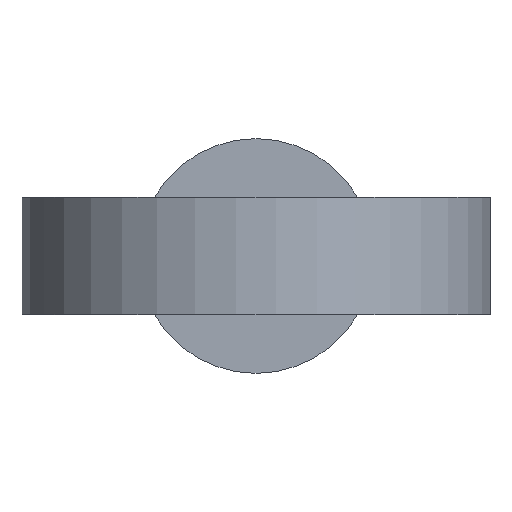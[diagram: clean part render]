
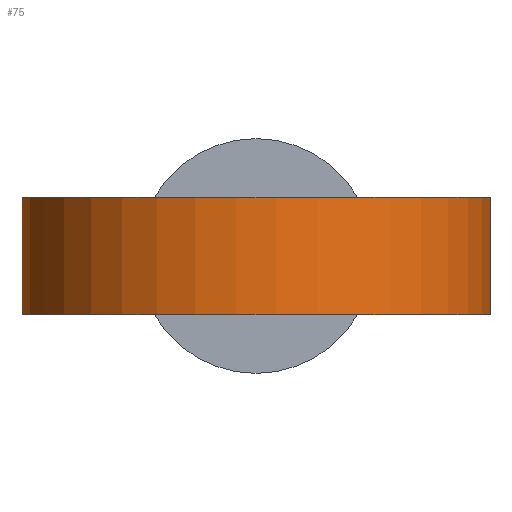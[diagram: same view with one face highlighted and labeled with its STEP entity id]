
A CAD part, left-side view. The second image highlights one B-rep face of the part: STEP entity #75.
In plain terms, the highlighted cylindrical face has radius 10 mm (diameter 20 mm), a partial arc.
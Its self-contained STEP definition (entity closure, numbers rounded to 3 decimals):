
#75=ADVANCED_FACE('',(#145),#147,.T.);
#145=FACE_BOUND('',#146,.T.);
#146=EDGE_LOOP('',(#202,#203,#204,#205));
#147=CYLINDRICAL_SURFACE('',#148,10.);
#148=AXIS2_PLACEMENT_3D('',#149,#150,#151);
#149=CARTESIAN_POINT('',(0.,0.,-2.5));
#150=DIRECTION('',(0.,0.,1.));
#151=DIRECTION('',(0.866,0.5,0.));
#202=ORIENTED_EDGE('',*,*,#216,.T.);
#203=ORIENTED_EDGE('',*,*,#224,.F.);
#204=ORIENTED_EDGE('',*,*,#229,.F.);
#205=ORIENTED_EDGE('',*,*,#227,.F.);
#216=EDGE_CURVE('',#232,#233,#234,.T.);
#224=EDGE_CURVE('',#247,#233,#249,.F.);
#227=EDGE_CURVE('',#232,#253,#254,.F.);
#229=EDGE_CURVE('',#253,#247,#256,.T.);
#232=VERTEX_POINT('',#260);
#233=VERTEX_POINT('',#261);
#234=CIRCLE('',#262,10.);
#247=VERTEX_POINT('',#293);
#249=B_SPLINE_CURVE_WITH_KNOTS('',3,
(#297,#298,#299,#300,#301,#302,#303,#304,#305,#306,#307,#308,#309,#310,#311,#312,
#313,#314,#315,#316,#317,#318,#319,#320,#321,#322,#323,#324,#325,#326,#327,#328,
#329,#330,#331,#332,#333,#334,#335,#336,#337,#338,#339),
.UNSPECIFIED.,.F.,.F.,
(4,1,1,1,1,1,1,1,1,1,1,1,1,1,1,1,1,1,1,1,1,1,1,1,1,1,1,1,1,1,1,1,1,1,1,1,1,1,1,1,
4),
(0.,0.026,0.052,0.078,0.104,0.13,
0.155,0.181,0.206,0.231,0.256,
0.281,0.305,0.329,0.353,0.377,
0.407,0.44,0.475,0.5,0.513,
0.55,0.587,0.612,0.634,0.654,
0.673,0.702,0.741,0.781,0.812,
0.833,0.852,0.875,0.897,0.919,
0.935,0.951,0.968,0.984,1.),
.UNSPECIFIED.);
#253=VERTEX_POINT('',#349);
#254=B_SPLINE_CURVE_WITH_KNOTS('',3,
(#350,#351,#352,#353,#354,#355,#356,#357,#358,#359,#360,#361,#362,#363,#364,#365,
#366,#367,#368,#369,#370,#371,#372,#373,#374,#375,#376,#377,#378,#379,#380,#381,
#382,#383,#384,#385,#386,#387,#388,#389,#390,#391,#392,#393),
.UNSPECIFIED.,.F.,.F.,
(4,1,1,1,1,1,1,1,1,1,1,1,1,1,1,1,1,1,1,1,1,1,1,1,1,1,1,1,1,1,1,1,1,1,1,1,1,1,1,1,
1,4),
(0.,0.042,0.085,0.12,0.147,0.17,
0.192,0.213,0.23,0.246,0.263,
0.281,0.305,0.336,0.368,0.393,
0.413,0.432,0.452,0.471,0.49,
0.5,0.509,0.534,0.558,0.583,
0.607,0.637,0.667,0.692,0.712,
0.733,0.765,0.808,0.861,0.901,
0.929,0.945,0.96,0.974,0.987,
1.),
.UNSPECIFIED.);
#256=CIRCLE('',#397,10.);
#260=CARTESIAN_POINT('',(9.014,4.33,-2.5));
#261=CARTESIAN_POINT('',(9.014,-4.33,-2.5));
#262=AXIS2_PLACEMENT_3D('',#263,#264,#265);
#263=CARTESIAN_POINT('',(0.,0.,-2.5));
#264=DIRECTION('',(0.,0.,1.));
#265=DIRECTION('',(0.901,0.433,0.));
#293=CARTESIAN_POINT('',(9.014,-4.33,2.5));
#297=CARTESIAN_POINT('',(9.014,-4.33,-2.5));
#298=CARTESIAN_POINT('',(9.003,-4.353,-2.461));
#299=CARTESIAN_POINT('',(8.982,-4.396,-2.383));
#300=CARTESIAN_POINT('',(8.951,-4.459,-2.264));
#301=CARTESIAN_POINT('',(8.921,-4.518,-2.143));
#302=CARTESIAN_POINT('',(8.893,-4.574,-2.022));
#303=CARTESIAN_POINT('',(8.866,-4.626,-1.899));
#304=CARTESIAN_POINT('',(8.84,-4.675,-1.775));
#305=CARTESIAN_POINT('',(8.816,-4.72,-1.651));
#306=CARTESIAN_POINT('',(8.793,-4.762,-1.525));
#307=CARTESIAN_POINT('',(8.772,-4.801,-1.4));
#308=CARTESIAN_POINT('',(8.753,-4.836,-1.274));
#309=CARTESIAN_POINT('',(8.736,-4.867,-1.148));
#310=CARTESIAN_POINT('',(8.72,-4.895,-1.023));
#311=CARTESIAN_POINT('',(8.706,-4.919,-0.898));
#312=CARTESIAN_POINT('',(8.695,-4.94,-0.775));
#313=CARTESIAN_POINT('',(8.683,-4.96,-0.639));
#314=CARTESIAN_POINT('',(8.673,-4.977,-0.487));
#315=CARTESIAN_POINT('',(8.665,-4.991,-0.314));
#316=CARTESIAN_POINT('',(8.661,-4.999,-0.151));
#317=CARTESIAN_POINT('',(8.66,-5.,-0.022));
#318=CARTESIAN_POINT('',(8.661,-4.999,0.111));
#319=CARTESIAN_POINT('',(8.664,-4.994,0.265));
#320=CARTESIAN_POINT('',(8.671,-4.981,0.44));
#321=CARTESIAN_POINT('',(8.68,-4.966,0.588));
#322=CARTESIAN_POINT('',(8.689,-4.951,0.704));
#323=CARTESIAN_POINT('',(8.698,-4.934,0.811));
#324=CARTESIAN_POINT('',(8.71,-4.914,0.929));
#325=CARTESIAN_POINT('',(8.727,-4.883,1.078));
#326=CARTESIAN_POINT('',(8.751,-4.84,1.262));
#327=CARTESIAN_POINT('',(8.78,-4.787,1.447));
#328=CARTESIAN_POINT('',(8.806,-4.738,1.6));
#329=CARTESIAN_POINT('',(8.829,-4.697,1.716));
#330=CARTESIAN_POINT('',(8.849,-4.658,1.817));
#331=CARTESIAN_POINT('',(8.87,-4.618,1.919));
#332=CARTESIAN_POINT('',(8.894,-4.572,2.024));
#333=CARTESIAN_POINT('',(8.916,-4.529,2.119));
#334=CARTESIAN_POINT('',(8.936,-4.488,2.204));
#335=CARTESIAN_POINT('',(8.955,-4.45,2.279));
#336=CARTESIAN_POINT('',(8.974,-4.412,2.354));
#337=CARTESIAN_POINT('',(8.994,-4.372,2.427));
#338=CARTESIAN_POINT('',(9.007,-4.344,2.476));
#339=CARTESIAN_POINT('',(9.014,-4.33,2.5));
#349=CARTESIAN_POINT('',(9.014,4.33,2.5));
#350=CARTESIAN_POINT('',(9.014,4.33,2.5));
#351=CARTESIAN_POINT('',(8.997,4.366,2.437));
#352=CARTESIAN_POINT('',(8.962,4.436,2.31));
#353=CARTESIAN_POINT('',(8.916,4.528,2.124));
#354=CARTESIAN_POINT('',(8.878,4.602,1.958));
#355=CARTESIAN_POINT('',(8.849,4.657,1.821));
#356=CARTESIAN_POINT('',(8.826,4.701,1.704));
#357=CARTESIAN_POINT('',(8.806,4.739,1.596));
#358=CARTESIAN_POINT('',(8.789,4.771,1.497));
#359=CARTESIAN_POINT('',(8.774,4.798,1.407));
#360=CARTESIAN_POINT('',(8.761,4.822,1.323));
#361=CARTESIAN_POINT('',(8.748,4.845,1.236));
#362=CARTESIAN_POINT('',(8.734,4.87,1.136));
#363=CARTESIAN_POINT('',(8.719,4.897,1.012));
#364=CARTESIAN_POINT('',(8.703,4.926,0.862));
#365=CARTESIAN_POINT('',(8.689,4.95,0.708));
#366=CARTESIAN_POINT('',(8.679,4.967,0.574));
#367=CARTESIAN_POINT('',(8.672,4.979,0.46));
#368=CARTESIAN_POINT('',(8.667,4.988,0.357));
#369=CARTESIAN_POINT('',(8.664,4.994,0.255));
#370=CARTESIAN_POINT('',(8.661,4.998,0.153));
#371=CARTESIAN_POINT('',(8.66,5.,0.068));
#372=CARTESIAN_POINT('',(8.66,5.,0.001));
#373=CARTESIAN_POINT('',(8.66,5.,-0.076));
#374=CARTESIAN_POINT('',(8.662,4.997,-0.179));
#375=CARTESIAN_POINT('',(8.665,4.991,-0.308));
#376=CARTESIAN_POINT('',(8.671,4.981,-0.436));
#377=CARTESIAN_POINT('',(8.679,4.968,-0.574));
#378=CARTESIAN_POINT('',(8.69,4.949,-0.722));
#379=CARTESIAN_POINT('',(8.704,4.924,-0.871));
#380=CARTESIAN_POINT('',(8.718,4.899,-1.001));
#381=CARTESIAN_POINT('',(8.731,4.875,-1.113));
#382=CARTESIAN_POINT('',(8.748,4.845,-1.237));
#383=CARTESIAN_POINT('',(8.772,4.802,-1.399));
#384=CARTESIAN_POINT('',(8.808,4.735,-1.613));
#385=CARTESIAN_POINT('',(8.852,4.653,-1.835));
#386=CARTESIAN_POINT('',(8.894,4.572,-2.027));
#387=CARTESIAN_POINT('',(8.925,4.511,-2.157));
#388=CARTESIAN_POINT('',(8.947,4.467,-2.248));
#389=CARTESIAN_POINT('',(8.965,4.431,-2.316));
#390=CARTESIAN_POINT('',(8.981,4.397,-2.381));
#391=CARTESIAN_POINT('',(8.998,4.364,-2.441));
#392=CARTESIAN_POINT('',(9.009,4.341,-2.481));
#393=CARTESIAN_POINT('',(9.014,4.33,-2.5));
#397=AXIS2_PLACEMENT_3D('',#398,#399,#400);
#398=CARTESIAN_POINT('',(0.,0.,2.5));
#399=DIRECTION('',(0.,0.,1.));
#400=DIRECTION('',(0.901,0.433,0.));
